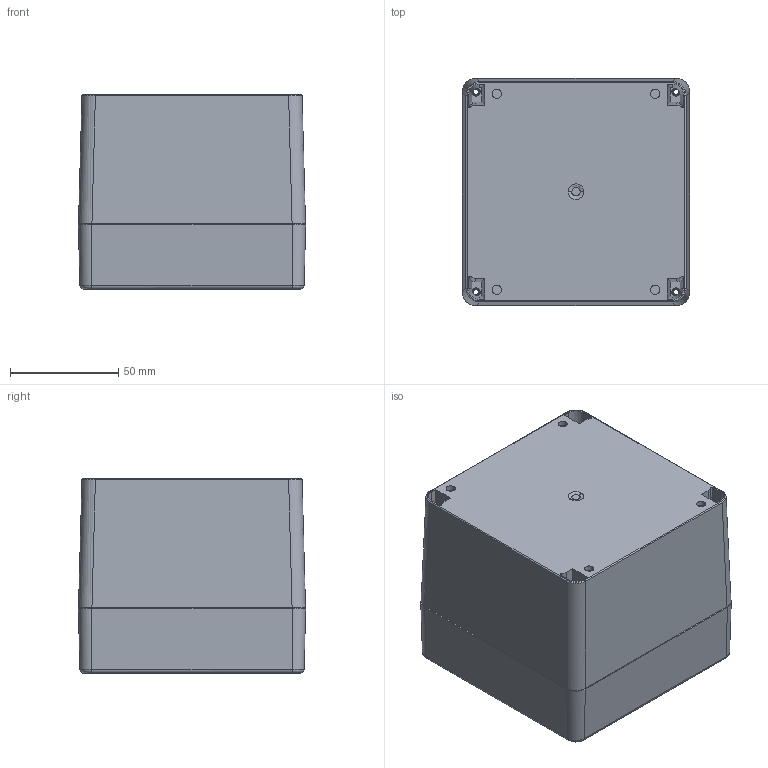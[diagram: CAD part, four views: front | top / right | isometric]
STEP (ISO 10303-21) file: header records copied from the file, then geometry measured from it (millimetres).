
FILE_DESCRIPTION (( 'STEP AP203' ), '1' );
FILE_NAME ('ZP105.105.90.STEP', '2022-06-22T08:47:49', ( '' ), ( '' ), 'SwSTEP 2.0', 'SolidWorks 2015', '' );
FILE_SCHEMA (( 'CONFIG_CONTROL_DESIGN' ));
Products named in the file (6): ZPC105.105.30; Gasket; Gasket_1; ZP105.105.90; ZPB105.105.60; Sleeve
Assembly tree (8 placements, depth 2):
  ZP105.105.90
    ZPB105.105.60
    Sleeve  x4
    ZPC105.105.30
    Gasket
    Gasket_1
Bounding box: 104.97 x 104.97 x 89.74 mm (x, y, z)
Volume: 214210.3 mm3; surface area: 145456.2 mm2
Topology: 8 solids, 8 shells, 2229 faces, 5216 edges, 3108 vertices
Faces by surface type: plane 1271, cylinder 330, cone 326, bspline 302
Entity records: 56553 total; most frequent: CARTESIAN_POINT 22590, ORIENTED_EDGE 7420, DIRECTION 6148, EDGE_CURVE 3710, VERTEX_POINT 2358, AXIS2_PLACEMENT_3D 2118, LINE 1912, VECTOR 1912
